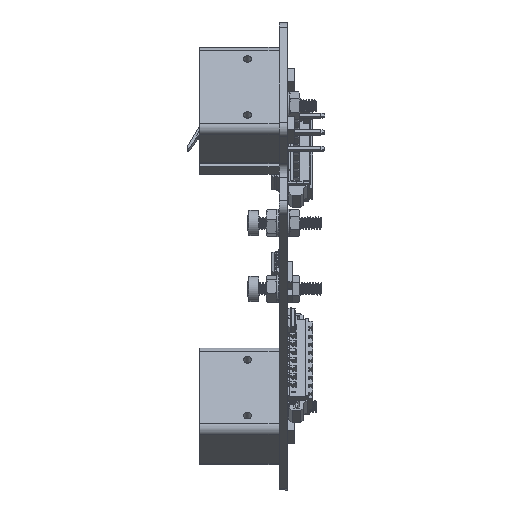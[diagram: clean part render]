
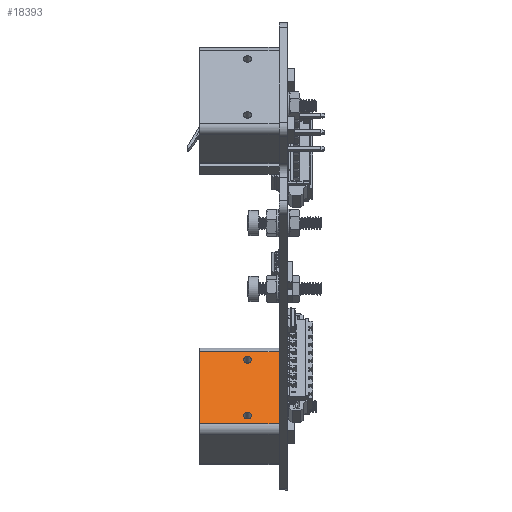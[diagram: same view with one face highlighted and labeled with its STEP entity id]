
A CAD part, left-side view. The second image highlights one B-rep face of the part: STEP entity #18393.
In plain terms, the highlighted face is planar.
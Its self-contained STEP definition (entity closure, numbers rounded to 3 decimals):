
#529=FACE_BOUND('',#2267,.T.);
#530=FACE_BOUND('',#2268,.T.);
#640=CIRCLE('',#19728,0.5);
#643=CIRCLE('',#19732,0.5);
#1220=FACE_OUTER_BOUND('',#2266,.T.);
#2266=EDGE_LOOP('',(#12771,#12772,#12773,#12774));
#2267=EDGE_LOOP('',(#12775));
#2268=EDGE_LOOP('',(#12776));
#3429=LINE('',#26611,#5642);
#3434=LINE('',#26623,#5647);
#3441=LINE('',#26648,#5654);
#3442=LINE('',#26650,#5655);
#5642=VECTOR('',#21610,10.);
#5647=VECTOR('',#21621,10.);
#5654=VECTOR('',#21646,10.);
#5655=VECTOR('',#21649,10.);
#7807=VERTEX_POINT('',#26545);
#7810=VERTEX_POINT('',#26553);
#7828=VERTEX_POINT('',#26608);
#7829=VERTEX_POINT('',#26610);
#7833=VERTEX_POINT('',#26622);
#7841=VERTEX_POINT('',#26644);
#9677=EDGE_CURVE('',#7807,#7807,#640,.T.);
#9681=EDGE_CURVE('',#7810,#7810,#643,.T.);
#9707=EDGE_CURVE('',#7828,#7829,#3429,.T.);
#9713=EDGE_CURVE('',#7833,#7829,#3434,.T.);
#9726=EDGE_CURVE('',#7833,#7841,#3441,.T.);
#9727=EDGE_CURVE('',#7841,#7828,#3442,.T.);
#12771=ORIENTED_EDGE('',*,*,#9707,.F.);
#12772=ORIENTED_EDGE('',*,*,#9727,.F.);
#12773=ORIENTED_EDGE('',*,*,#9726,.F.);
#12774=ORIENTED_EDGE('',*,*,#9713,.T.);
#12775=ORIENTED_EDGE('',*,*,#9677,.T.);
#12776=ORIENTED_EDGE('',*,*,#9681,.T.);
#17556=PLANE('',#19757);
#18393=ADVANCED_FACE('',(#1220,#529,#530),#17556,.T.);
#19728=AXIS2_PLACEMENT_3D('',#26547,#21551,#21552);
#19732=AXIS2_PLACEMENT_3D('',#26555,#21560,#21561);
#19757=AXIS2_PLACEMENT_3D('',#26649,#21647,#21648);
#21551=DIRECTION('center_axis',(0.,0.,1.));
#21552=DIRECTION('ref_axis',(1.,0.,0.));
#21560=DIRECTION('center_axis',(0.,0.,1.));
#21561=DIRECTION('ref_axis',(1.,0.,0.));
#21610=DIRECTION('',(0.,-1.,0.));
#21621=DIRECTION('',(-1.,0.,0.));
#21646=DIRECTION('',(0.,1.,0.));
#21647=DIRECTION('center_axis',(0.,0.,-1.));
#21648=DIRECTION('ref_axis',(-1.,0.,0.));
#21649=DIRECTION('',(-1.,0.,0.));
#26545=CARTESIAN_POINT('',(-11.25,4.,-8.5));
#26547=CARTESIAN_POINT('Origin',(-10.75,4.,-8.5));
#26553=CARTESIAN_POINT('',(-2.75,4.,-8.5));
#26555=CARTESIAN_POINT('Origin',(-2.25,4.,-8.5));
#26608=CARTESIAN_POINT('',(-12.,10.06,-8.5));
#26610=CARTESIAN_POINT('',(-12.,0.,-8.5));
#26611=CARTESIAN_POINT('',(-12.,0.,-8.5));
#26622=CARTESIAN_POINT('',(-1.,0.,-8.5));
#26623=CARTESIAN_POINT('',(0.,0.,-8.5));
#26644=CARTESIAN_POINT('',(-1.,10.06,-8.5));
#26648=CARTESIAN_POINT('',(-1.,0.,-8.5));
#26649=CARTESIAN_POINT('Origin',(0.,0.,-8.5));
#26650=CARTESIAN_POINT('',(0.,10.06,-8.5));
